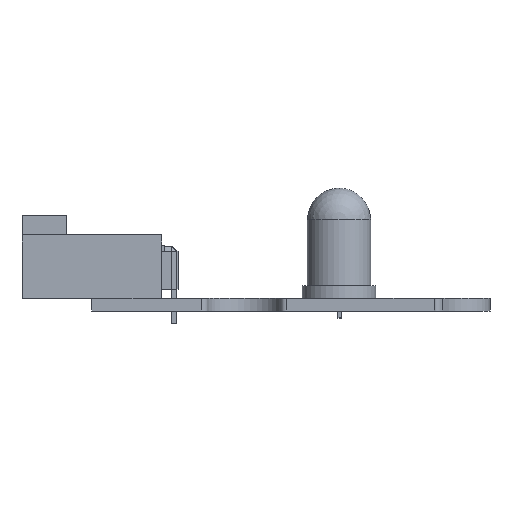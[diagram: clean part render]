
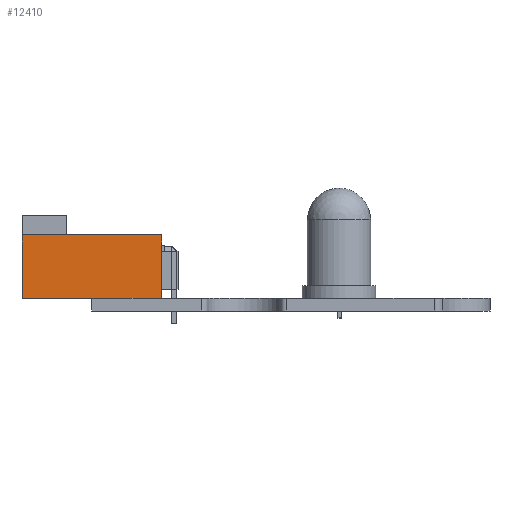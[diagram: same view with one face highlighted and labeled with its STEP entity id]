
A CAD part, front view. The second image highlights one B-rep face of the part: STEP entity #12410.
In plain terms, the highlighted planar face has unit normal (0, -1, 0).
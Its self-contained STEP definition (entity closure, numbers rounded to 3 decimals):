
#9541 = PLANE('',#9542);
#9542 = AXIS2_PLACEMENT_3D('',#9543,#9544,#9545);
#9543 = CARTESIAN_POINT('',(-8.,-2.85,1.));
#9544 = DIRECTION('',(1.,0.,0.));
#9545 = DIRECTION('',(0.,0.,1.));
#9676 = VERTEX_POINT('',#9677);
#9677 = CARTESIAN_POINT('',(-8.,-2.85,6.));
#9691 = PLANE('',#9692);
#9692 = AXIS2_PLACEMENT_3D('',#9693,#9694,#9695);
#9693 = CARTESIAN_POINT('',(-15.5,-2.85,6.));
#9694 = DIRECTION('',(0.,0.,-1.));
#9695 = DIRECTION('',(-1.,0.,0.));
#9703 = EDGE_CURVE('',#9704,#9676,#9706,.T.);
#9704 = VERTEX_POINT('',#9705);
#9705 = CARTESIAN_POINT('',(-8.,-2.85,1.));
#9706 = SURFACE_CURVE('',#9707,(#9711,#9718),.PCURVE_S1.);
#9707 = LINE('',#9708,#9709);
#9708 = CARTESIAN_POINT('',(-8.,-2.85,1.));
#9709 = VECTOR('',#9710,1.);
#9710 = DIRECTION('',(0.,0.,1.));
#9711 = PCURVE('',#9541,#9712);
#9712 = DEFINITIONAL_REPRESENTATION('',(#9713),#9717);
#9713 = LINE('',#9714,#9715);
#9714 = CARTESIAN_POINT('',(0.,0.));
#9715 = VECTOR('',#9716,1.);
#9716 = DIRECTION('',(1.,0.));
#9717 = ( GEOMETRIC_REPRESENTATION_CONTEXT(2) 
PARAMETRIC_REPRESENTATION_CONTEXT() REPRESENTATION_CONTEXT('2D SPACE',''
  ) );
#9718 = PCURVE('',#9719,#9724);
#9719 = PLANE('',#9720);
#9720 = AXIS2_PLACEMENT_3D('',#9721,#9722,#9723);
#9721 = CARTESIAN_POINT('',(-13.5,-2.85,3.5));
#9722 = DIRECTION('',(0.,1.,0.));
#9723 = DIRECTION('',(1.,0.,0.));
#9724 = DEFINITIONAL_REPRESENTATION('',(#9725),#9729);
#9725 = LINE('',#9726,#9727);
#9726 = CARTESIAN_POINT('',(5.5,2.5));
#9727 = VECTOR('',#9728,1.);
#9728 = DIRECTION('',(0.,-1.));
#9729 = ( GEOMETRIC_REPRESENTATION_CONTEXT(2) 
PARAMETRIC_REPRESENTATION_CONTEXT() REPRESENTATION_CONTEXT('2D SPACE',''
  ) );
#9745 = PLANE('',#9746);
#9746 = AXIS2_PLACEMENT_3D('',#9747,#9748,#9749);
#9747 = CARTESIAN_POINT('',(-13.653,1.564,1.));
#9748 = DIRECTION('',(0.,0.,-1.));
#9749 = DIRECTION('',(-1.,0.,0.));
#9880 = PLANE('',#9881);
#9881 = AXIS2_PLACEMENT_3D('',#9882,#9883,#9884);
#9882 = CARTESIAN_POINT('',(-19.,-2.85,1.));
#9883 = DIRECTION('',(-1.,0.,0.));
#9884 = DIRECTION('',(0.,0.,-1.));
#10007 = VERTEX_POINT('',#10008);
#10008 = CARTESIAN_POINT('',(-19.,-2.85,1.));
#10029 = EDGE_CURVE('',#10030,#10007,#10032,.T.);
#10030 = VERTEX_POINT('',#10031);
#10031 = CARTESIAN_POINT('',(-19.,-2.85,6.));
#10032 = SURFACE_CURVE('',#10033,(#10037,#10044),.PCURVE_S1.);
#10033 = LINE('',#10034,#10035);
#10034 = CARTESIAN_POINT('',(-19.,-2.85,6.));
#10035 = VECTOR('',#10036,1.);
#10036 = DIRECTION('',(0.,0.,-1.));
#10037 = PCURVE('',#9880,#10038);
#10038 = DEFINITIONAL_REPRESENTATION('',(#10039),#10043);
#10039 = LINE('',#10040,#10041);
#10040 = CARTESIAN_POINT('',(-5.,0.));
#10041 = VECTOR('',#10042,1.);
#10042 = DIRECTION('',(1.,0.));
#10043 = ( GEOMETRIC_REPRESENTATION_CONTEXT(2) 
PARAMETRIC_REPRESENTATION_CONTEXT() REPRESENTATION_CONTEXT('2D SPACE',''
  ) );
#10044 = PCURVE('',#9719,#10045);
#10045 = DEFINITIONAL_REPRESENTATION('',(#10046),#10050);
#10046 = LINE('',#10047,#10048);
#10047 = CARTESIAN_POINT('',(-5.5,-2.5));
#10048 = VECTOR('',#10049,1.);
#10049 = DIRECTION('',(0.,1.));
#10050 = ( GEOMETRIC_REPRESENTATION_CONTEXT(2) 
PARAMETRIC_REPRESENTATION_CONTEXT() REPRESENTATION_CONTEXT('2D SPACE',''
  ) );
#12390 = EDGE_CURVE('',#10030,#9676,#12391,.T.);
#12391 = SURFACE_CURVE('',#12392,(#12396,#12403),.PCURVE_S1.);
#12392 = LINE('',#12393,#12394);
#12393 = CARTESIAN_POINT('',(-19.,-2.85,6.));
#12394 = VECTOR('',#12395,1.);
#12395 = DIRECTION('',(1.,0.,0.));
#12396 = PCURVE('',#9691,#12397);
#12397 = DEFINITIONAL_REPRESENTATION('',(#12398),#12402);
#12398 = LINE('',#12399,#12400);
#12399 = CARTESIAN_POINT('',(3.5,0.));
#12400 = VECTOR('',#12401,1.);
#12401 = DIRECTION('',(-1.,0.));
#12402 = ( GEOMETRIC_REPRESENTATION_CONTEXT(2) 
PARAMETRIC_REPRESENTATION_CONTEXT() REPRESENTATION_CONTEXT('2D SPACE',''
  ) );
#12403 = PCURVE('',#9719,#12404);
#12404 = DEFINITIONAL_REPRESENTATION('',(#12405),#12409);
#12405 = LINE('',#12406,#12407);
#12406 = CARTESIAN_POINT('',(-5.5,-2.5));
#12407 = VECTOR('',#12408,1.);
#12408 = DIRECTION('',(1.,0.));
#12409 = ( GEOMETRIC_REPRESENTATION_CONTEXT(2) 
PARAMETRIC_REPRESENTATION_CONTEXT() REPRESENTATION_CONTEXT('2D SPACE',''
  ) );
#12410 = ADVANCED_FACE('',(#12411),#9719,.F.);
#12411 = FACE_BOUND('',#12412,.T.);
#12412 = EDGE_LOOP('',(#12413,#12414,#12415,#12416));
#12413 = ORIENTED_EDGE('',*,*,#9703,.T.);
#12414 = ORIENTED_EDGE('',*,*,#12390,.F.);
#12415 = ORIENTED_EDGE('',*,*,#10029,.T.);
#12416 = ORIENTED_EDGE('',*,*,#12417,.T.);
#12417 = EDGE_CURVE('',#10007,#9704,#12418,.T.);
#12418 = SURFACE_CURVE('',#12419,(#12423,#12430),.PCURVE_S1.);
#12419 = LINE('',#12420,#12421);
#12420 = CARTESIAN_POINT('',(-19.,-2.85,1.));
#12421 = VECTOR('',#12422,1.);
#12422 = DIRECTION('',(1.,0.,0.));
#12423 = PCURVE('',#9719,#12424);
#12424 = DEFINITIONAL_REPRESENTATION('',(#12425),#12429);
#12425 = LINE('',#12426,#12427);
#12426 = CARTESIAN_POINT('',(-5.5,2.5));
#12427 = VECTOR('',#12428,1.);
#12428 = DIRECTION('',(1.,0.));
#12429 = ( GEOMETRIC_REPRESENTATION_CONTEXT(2) 
PARAMETRIC_REPRESENTATION_CONTEXT() REPRESENTATION_CONTEXT('2D SPACE',''
  ) );
#12430 = PCURVE('',#9745,#12431);
#12431 = DEFINITIONAL_REPRESENTATION('',(#12432),#12436);
#12432 = LINE('',#12433,#12434);
#12433 = CARTESIAN_POINT('',(5.347,-4.414));
#12434 = VECTOR('',#12435,1.);
#12435 = DIRECTION('',(-1.,0.));
#12436 = ( GEOMETRIC_REPRESENTATION_CONTEXT(2) 
PARAMETRIC_REPRESENTATION_CONTEXT() REPRESENTATION_CONTEXT('2D SPACE',''
  ) );
